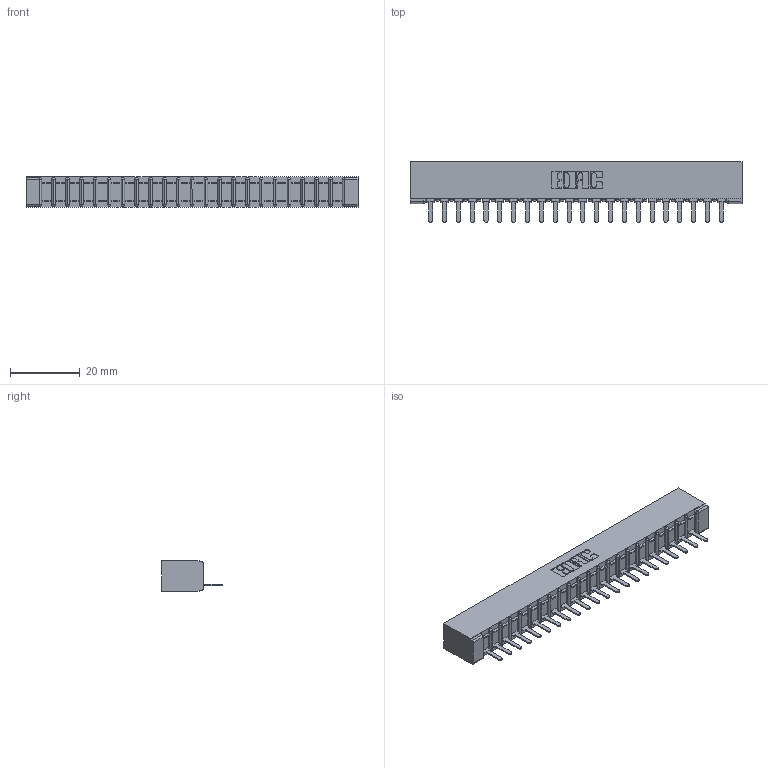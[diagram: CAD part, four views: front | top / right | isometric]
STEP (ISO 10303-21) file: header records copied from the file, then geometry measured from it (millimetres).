
FILE_DESCRIPTION (( 'STEP AP203' ), '1' );
FILE_NAME ('357-022-521-101.STEP', '2019-09-16T23:06:59', ( '' ), ( '' ), 'SwSTEP 2.0', 'SolidWorks 2016', '' );
FILE_SCHEMA (( 'CONFIG_CONTROL_DESIGN' ));
Length unit declared in the file: inch
Products named in the file (3): 307-290-002_521; 307 Part_No Mounting Lugs; 357-022-521-101
Assembly tree (23 placements, depth 2):
  357-022-521-101
    307 Part_No Mounting Lugs
    307-290-002_521  x22
Bounding box: 95.05 x 17.42 x 8.71 mm (x, y, z)
Volume: 6518.4 mm3; surface area: 12376.3 mm2
Topology: 23 solids, 23 shells, 1761 faces, 5403 edges, 3538 vertices
Faces by surface type: plane 1056, cylinder 659, sphere 46
Entity records: 21766 total; most frequent: CARTESIAN_POINT 3668, ORIENTED_EDGE 3658, DIRECTION 3571, EDGE_CURVE 1829, LINE 1393, VECTOR 1393, VERTEX_POINT 1186, AXIS2_PLACEMENT_3D 1089
